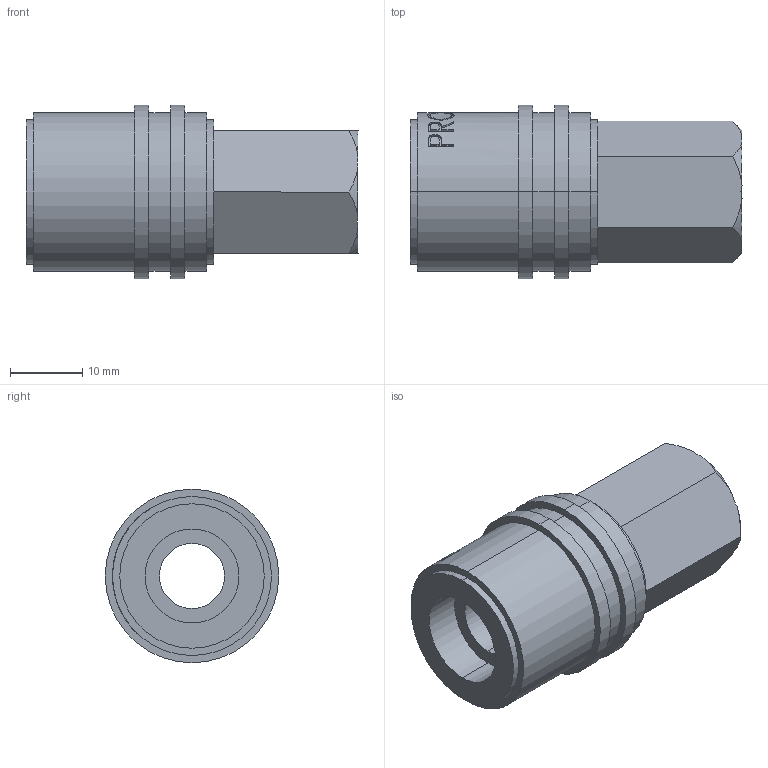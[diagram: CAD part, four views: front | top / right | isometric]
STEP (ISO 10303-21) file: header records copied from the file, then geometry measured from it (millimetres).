
FILE_DESCRIPTION (( 'STEP AP203' ), '1' );
FILE_NAME ('c8fd.STEP', '2022-07-27T16:10:48', ( '' ), ( '' ), 'SwSTEP 2.0', 'SolidWorks 2019', '' );
FILE_SCHEMA (( 'CONFIG_CONTROL_DESIGN' ));
Length unit declared in the file: millimetre
Products named in the file (1): c8fd
Bounding box: 45.95 x 24 x 24 mm (x, y, z)
Volume: 10366.1 mm3; surface area: 5482.6 mm2
Topology: 1 solids, 1 shells, 129 faces, 326 edges, 216 vertices
Faces by surface type: plane 48, bspline 42, cylinder 29, cone 10
Entity records: 8749 total; most frequent: CARTESIAN_POINT 5902, ORIENTED_EDGE 652, DIRECTION 434, EDGE_CURVE 326, VERTEX_POINT 216, AXIS2_PLACEMENT_3D 176, B_SPLINE_CURVE_WITH_KNOTS 156, EDGE_LOOP 148
